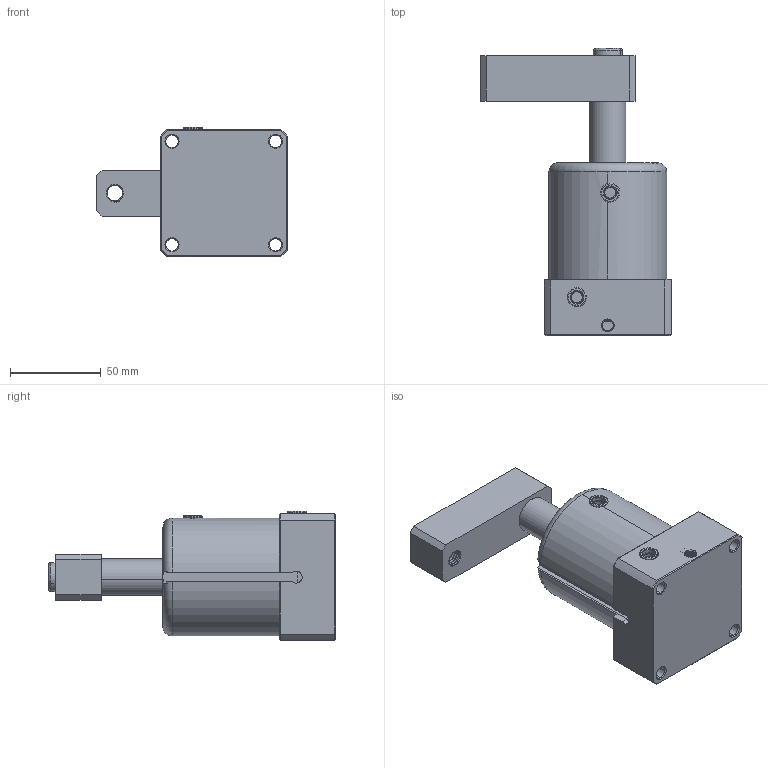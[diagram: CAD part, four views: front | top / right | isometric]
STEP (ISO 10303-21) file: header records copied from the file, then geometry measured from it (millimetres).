
FILE_DESCRIPTION (( 'STEP AP214' ), '1' );
FILE_NAME ('ASC-MS50S.STEP', '2019-05-24T11:42:56', ( '' ), ( '' ), 'SwSTEP 2.0', 'SolidWorks 2016', '' );
FILE_SCHEMA (( 'AUTOMOTIVE_DESIGN' ));
Length unit declared in the file: millimetre
Products named in the file (9): 掛极; ASC-MS50S; 1-8黑芛111; hex socket set screws with flat point gb_GB_FASTENER_SCREWS_HSFP M6X5-S; hexagon socket head cap screws gb_GB_FASTENER_SCREWS_HSHCS M10X25-S_2; spring lock washers--normal type gb_GB_FASTENER_WASHER_SW 10; MS50yabi; MS50活塞杆; 錨璃33
Assembly tree (9 placements, depth 2):
  ASC-MS50S
    掛极
    錨璃33
    MS50活塞杆
    MS50yabi
    spring lock washers--normal type gb_GB_FASTENER_WASHER_SW 10
    hexagon socket head cap screws gb_GB_FASTENER_SCREWS_HSHCS M10X25-S_2
    hex socket set screws with flat point gb_GB_FASTENER_SCREWS_HSFP M6X5-S
    1-8黑芛111  x2
Bounding box: 105 x 158 x 71.2 mm (x, y, z)
Volume: 351208.2 mm3; surface area: 78827.7 mm2
Topology: 9 solids, 9 shells, 633 faces, 1576 edges, 972 vertices
Faces by surface type: cylinder 258, cone 185, plane 129, bspline 37, torus 24
Entity records: 50190 total; most frequent: CARTESIAN_POINT 36209, ORIENTED_EDGE 3052, DIRECTION 2724, EDGE_CURVE 1526, AXIS2_PLACEMENT_3D 1059, VERTEX_POINT 944, EDGE_LOOP 638, FACE_OUTER_BOUND 610
